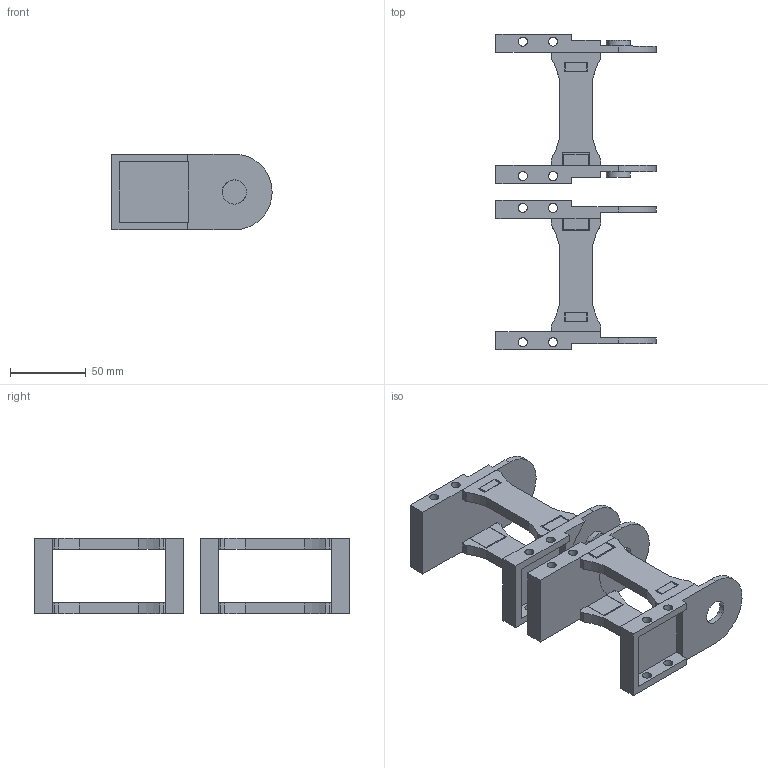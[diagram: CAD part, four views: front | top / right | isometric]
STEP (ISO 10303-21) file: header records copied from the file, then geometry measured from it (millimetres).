
FILE_DESCRIPTION(/* description */ (''),/* implementation_level */ '2;1');
FILE_NAME(/* name */ 'PO0287~1',/* time_stamp */ '2023-03-30T10:02:31-03:00',/* author */ (''),/* organization */ (''),/* preprocessor_version */ 'ST-DEVELOPER v15',/* originating_system */ '',/* authorisation */ '');
FILE_SCHEMA (('AUTOMOTIVE_DESIGN'));
Length unit declared in the file: centimetre
Products named in the file (1): Document
Bounding box: 105.97 x 208.98 x 50.01 mm (x, y, z)
Volume: 144383.6 mm3; surface area: 84492.1 mm2
Topology: 8 solids, 9 shells, 331 faces, 903 edges, 604 vertices
Faces by surface type: plane 215, bspline 116
Entity records: 9752 total; most frequent: CARTESIAN_POINT 4040, ORIENTED_EDGE 1804, EDGE_CURVE 903, VERTEX_POINT 604, B_SPLINE_CURVE_WITH_KNOTS 513, EDGE_LOOP 394, ADVANCED_FACE 331, FACE_OUTER_BOUND 331
